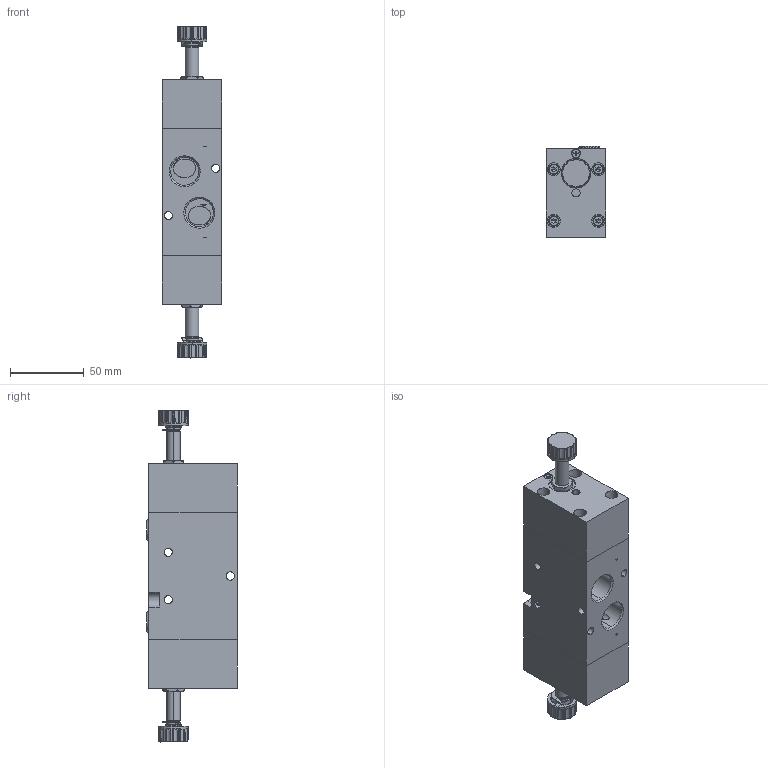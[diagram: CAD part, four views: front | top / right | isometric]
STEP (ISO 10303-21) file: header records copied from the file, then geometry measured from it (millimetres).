
FILE_DESCRIPTION (( 'STEP AP214' ), '1' );
FILE_NAME ('02_007_3.STEP', '2016-02-02T09:59:26', ( '' ), ( '' ), 'SwSTEP 2.0', 'SolidWorks 2016', '' );
FILE_SCHEMA (( 'AUTOMOTIVE_DESIGN' ));
Length unit declared in the file: millimetre
Products named in the file (1): 02_007_3
Bounding box: 40 x 61.5 x 224.6 mm (x, y, z)
Volume: 346296.5 mm3; surface area: 69581.7 mm2
Topology: 17 solids, 24 shells, 2478 faces, 6046 edges, 3657 vertices
Faces by surface type: cone 1189, cylinder 692, plane 464, torus 110, sphere 15, bspline 8
Entity records: 85258 total; most frequent: CARTESIAN_POINT 20397, DIRECTION 12460, ORIENTED_EDGE 12008, EDGE_CURVE 6004, AXIS2_PLACEMENT_3D 5019, VERTEX_POINT 3641, EDGE_LOOP 2569, CIRCLE 2548
